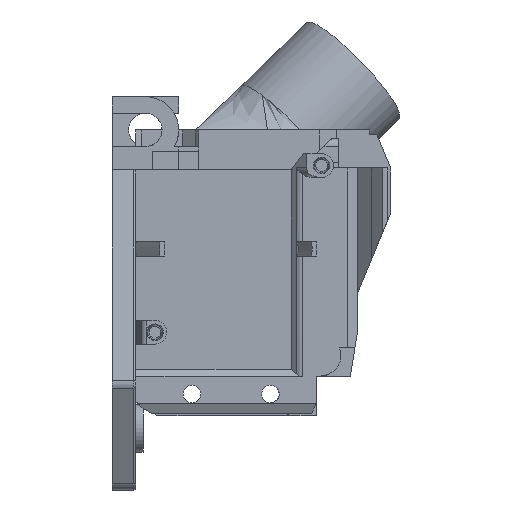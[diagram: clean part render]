
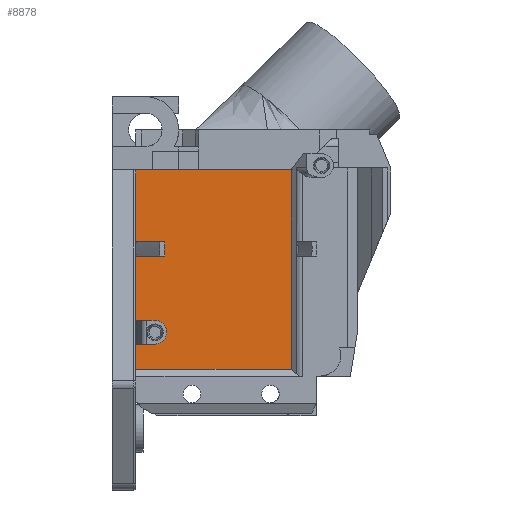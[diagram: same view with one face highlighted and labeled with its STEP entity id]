
A CAD part, left-side view. The second image highlights one B-rep face of the part: STEP entity #8878.
In plain terms, the highlighted planar face has unit normal (-1, 0, 0).
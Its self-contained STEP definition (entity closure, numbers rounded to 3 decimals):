
#157=FACE_BOUND('',#1372,.T.);
#417=PLANE('',#9625);
#871=FACE_OUTER_BOUND('',#1371,.T.);
#1371=EDGE_LOOP('',(#7953,#7954,#7955,#7956,#7957,#7958,#7959,#7960,#7961,
#7962,#7963));
#1372=EDGE_LOOP('',(#7964,#7965,#7966,#7967));
#1675=CIRCLE('',#9512,2.5);
#1676=CIRCLE('',#9517,15.5);
#1677=CIRCLE('',#9521,21.5);
#1678=CIRCLE('',#9522,21.5);
#1900=LINE('',#12510,#2780);
#1902=LINE('',#12514,#2782);
#2454=LINE('',#16983,#3334);
#2458=LINE('',#16992,#3338);
#2460=LINE('',#16995,#3340);
#2461=LINE('',#16999,#3341);
#2464=LINE('',#17010,#3344);
#2465=LINE('',#17016,#3345);
#2600=LINE('',#17352,#3480);
#2601=LINE('',#17355,#3481);
#2602=LINE('',#17356,#3482);
#2780=VECTOR('',#9888,10.);
#2782=VECTOR('',#9890,10.);
#3334=VECTOR('',#11442,10.);
#3338=VECTOR('',#11452,10.);
#3340=VECTOR('',#11456,10.);
#3341=VECTOR('',#11459,10.);
#3344=VECTOR('',#11468,10.);
#3345=VECTOR('',#11471,10.);
#3480=VECTOR('',#11816,10.);
#3481=VECTOR('',#11819,10.);
#3482=VECTOR('',#11820,10.);
#3686=VERTEX_POINT('',#12507);
#3687=VERTEX_POINT('',#12509);
#3688=VERTEX_POINT('',#12511);
#3689=VERTEX_POINT('',#12513);
#4262=VERTEX_POINT('',#16981);
#4263=VERTEX_POINT('',#16982);
#4264=VERTEX_POINT('',#16987);
#4265=VERTEX_POINT('',#16991);
#4266=VERTEX_POINT('',#16997);
#4267=VERTEX_POINT('',#16998);
#4268=VERTEX_POINT('',#17005);
#4269=VERTEX_POINT('',#17009);
#4270=VERTEX_POINT('',#17015);
#4360=VERTEX_POINT('',#17350);
#4361=VERTEX_POINT('',#17354);
#4552=EDGE_CURVE('',#3686,#3687,#1900,.T.);
#4554=EDGE_CURVE('',#3688,#3689,#1902,.T.);
#5426=EDGE_CURVE('',#4262,#4263,#2454,.T.);
#5429=EDGE_CURVE('',#4264,#4263,#1675,.T.);
#5431=EDGE_CURVE('',#4265,#4264,#2458,.T.);
#5433=EDGE_CURVE('',#4262,#4265,#2460,.T.);
#5434=EDGE_CURVE('',#4266,#4267,#2461,.T.);
#5437=EDGE_CURVE('',#4268,#4266,#1676,.T.);
#5439=EDGE_CURVE('',#4269,#4268,#2464,.T.);
#5441=EDGE_CURVE('',#4270,#3686,#2465,.T.);
#5443=EDGE_CURVE('',#3688,#4269,#1677,.T.);
#5444=EDGE_CURVE('',#4267,#3687,#1678,.T.);
#5610=EDGE_CURVE('',#4270,#4360,#2600,.T.);
#5611=EDGE_CURVE('',#4361,#4360,#2601,.T.);
#5612=EDGE_CURVE('',#4361,#3689,#2602,.T.);
#7953=ORIENTED_EDGE('',*,*,#5444,.T.);
#7954=ORIENTED_EDGE('',*,*,#4552,.F.);
#7955=ORIENTED_EDGE('',*,*,#5441,.F.);
#7956=ORIENTED_EDGE('',*,*,#5610,.T.);
#7957=ORIENTED_EDGE('',*,*,#5611,.F.);
#7958=ORIENTED_EDGE('',*,*,#5612,.T.);
#7959=ORIENTED_EDGE('',*,*,#4554,.F.);
#7960=ORIENTED_EDGE('',*,*,#5443,.T.);
#7961=ORIENTED_EDGE('',*,*,#5439,.T.);
#7962=ORIENTED_EDGE('',*,*,#5437,.T.);
#7963=ORIENTED_EDGE('',*,*,#5434,.T.);
#7964=ORIENTED_EDGE('',*,*,#5433,.T.);
#7965=ORIENTED_EDGE('',*,*,#5431,.T.);
#7966=ORIENTED_EDGE('',*,*,#5429,.T.);
#7967=ORIENTED_EDGE('',*,*,#5426,.F.);
#8878=ADVANCED_FACE('',(#871,#157),#417,.T.);
#9512=AXIS2_PLACEMENT_3D('',#16988,#11447,#11448);
#9517=AXIS2_PLACEMENT_3D('',#17006,#11463,#11464);
#9521=AXIS2_PLACEMENT_3D('',#17019,#11475,#11476);
#9522=AXIS2_PLACEMENT_3D('',#17020,#11477,#11478);
#9625=AXIS2_PLACEMENT_3D('',#17353,#11817,#11818);
#9888=DIRECTION('',(0.,0.,1.));
#9890=DIRECTION('',(0.,0.,1.));
#11442=DIRECTION('',(0.,-1.,0.));
#11447=DIRECTION('center_axis',(1.,0.,0.));
#11448=DIRECTION('ref_axis',(0.,-1.,0.));
#11452=DIRECTION('',(0.,-1.,0.));
#11456=DIRECTION('',(0.,0.,1.));
#11459=DIRECTION('',(0.,1.,0.));
#11463=DIRECTION('center_axis',(-1.,0.,0.));
#11464=DIRECTION('ref_axis',(0.,-1.,0.));
#11468=DIRECTION('',(0.,-1.,0.));
#11471=DIRECTION('',(0.,1.,0.));
#11475=DIRECTION('center_axis',(1.,0.,0.));
#11476=DIRECTION('ref_axis',(0.,1.,0.));
#11477=DIRECTION('center_axis',(1.,0.,0.));
#11478=DIRECTION('ref_axis',(0.,1.,0.));
#11816=DIRECTION('',(0.,0.,1.));
#11817=DIRECTION('center_axis',(-1.,0.,0.));
#11818=DIRECTION('ref_axis',(0.,-1.,0.));
#11819=DIRECTION('',(0.,-1.,0.));
#11820=DIRECTION('',(0.,-0.205,-0.979));
#12507=CARTESIAN_POINT('',(-39.941,20.,12.93));
#12509=CARTESIAN_POINT('',(-39.941,20.,38.218));
#12510=CARTESIAN_POINT('',(-39.941,20.,42.02));
#12511=CARTESIAN_POINT('',(-39.941,20.,38.22));
#12513=CARTESIAN_POINT('',(-39.941,20.,53.938));
#12514=CARTESIAN_POINT('',(-39.941,20.,42.02));
#16981=CARTESIAN_POINT('',(-39.941,19.9,18.219));
#16982=CARTESIAN_POINT('',(-39.941,16.,18.219));
#16983=CARTESIAN_POINT('',(-39.941,3.5,18.219));
#16987=CARTESIAN_POINT('',(-39.941,15.751,23.207));
#16988=CARTESIAN_POINT('Origin',(-39.941,16.,20.719));
#16991=CARTESIAN_POINT('',(-39.941,19.9,23.207));
#16992=CARTESIAN_POINT('',(-39.941,-1.968,23.207));
#16995=CARTESIAN_POINT('',(-39.941,19.9,38.672));
#16997=CARTESIAN_POINT('',(-39.941,13.927,36.719));
#16998=CARTESIAN_POINT('',(-39.941,19.948,36.719));
#16999=CARTESIAN_POINT('',(-39.941,1.214,36.719));
#17005=CARTESIAN_POINT('',(-39.941,13.927,39.719));
#17006=CARTESIAN_POINT('Origin',(-39.941,-1.5,38.219));
#17009=CARTESIAN_POINT('',(-39.941,19.948,39.719));
#17010=CARTESIAN_POINT('',(-39.941,1.716,39.719));
#17015=CARTESIAN_POINT('',(-39.941,-12.603,12.93));
#17016=CARTESIAN_POINT('',(-39.941,-11.216,12.93));
#17019=CARTESIAN_POINT('Origin',(-39.941,-1.5,38.219));
#17020=CARTESIAN_POINT('Origin',(-39.941,-1.5,38.219));
#17350=CARTESIAN_POINT('',(-39.941,-12.603,54.819));
#17352=CARTESIAN_POINT('',(-39.941,-12.603,29.088));
#17353=CARTESIAN_POINT('Origin',(-39.941,-11.5,34.625));
#17354=CARTESIAN_POINT('',(-39.941,20.185,54.819));
#17355=CARTESIAN_POINT('',(-39.941,4.25,54.819));
#17356=CARTESIAN_POINT('',(-39.941,16.503,37.278));
